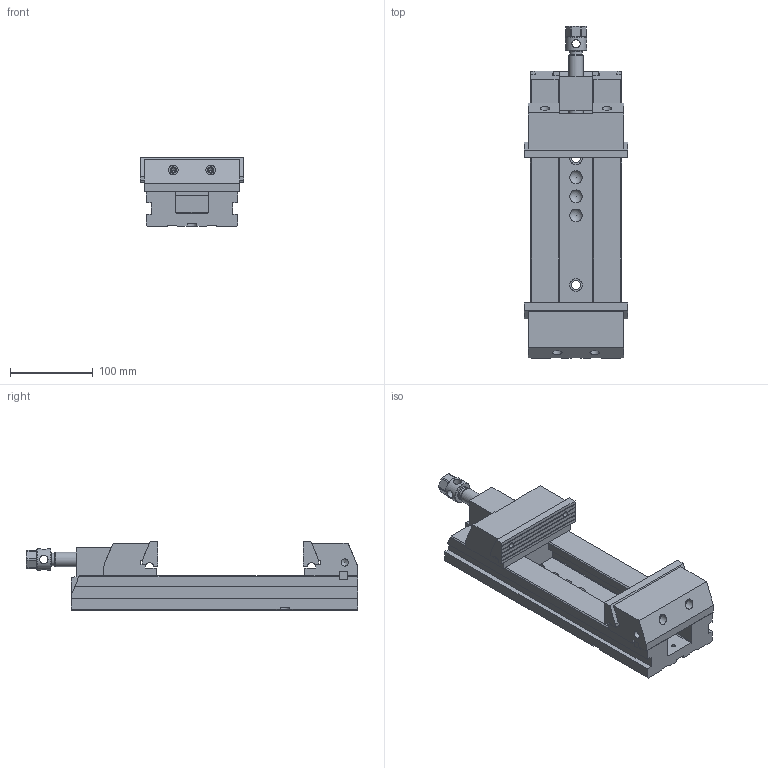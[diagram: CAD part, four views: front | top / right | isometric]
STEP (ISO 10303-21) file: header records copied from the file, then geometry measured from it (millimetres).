
FILE_DESCRIPTION(/* description */ (''),/* implementation_level */ '2;1');
FILE_NAME(/* name */ '30_125L_Mordaza.stp',/* time_stamp */ '2013-07-04T13:11:14+02:00',/* author */ (''),/* organization */ (''),/* preprocessor_version */ 'ST-DEVELOPER v11',/* originating_system */ 'SIEMENS PLM Software NX 7.5',/* authorisation */ '');
FILE_SCHEMA (('AUTOMOTIVE_DESIGN { 1 0 10303 214 1 1 1 1 }'));
Length unit declared in the file: millimetre
Products named in the file (1): 30_125L_Mordaza
Bounding box: 125 x 400.31 x 83 mm (x, y, z)
Volume: 1765371.7 mm3; surface area: 306209.3 mm2
Topology: 12 solids, 12 shells, 515 faces, 1442 edges, 957 vertices
Faces by surface type: plane 320, cylinder 147, cone 30, sphere 9, torus 8, bspline 1
Full cylindrical faces by diameter (mm): 4.2 x1, 4.351 x4, 5.188 x6, 6.5 x6, 6.985 x6, 7.5 x4, 8 x6, 8.782 x4, 10 x4, 10.5 x3, 11 x2, 11.5 x4, 12.376 x2, 14 x2, 14.5 x1, 15 x5, 16.188 x1, 17 x2, 17.732 x1, 18 x1, 22 x2, 26 x1
Entity records: 19304 total; most frequent: CARTESIAN_POINT 3373, DIRECTION 2555, ORIENTED_EDGE 2484, EDGE_CURVE 1242, VERTEX_POINT 883, AXIS2_PLACEMENT_3D 859, LINE 837, VECTOR 837
